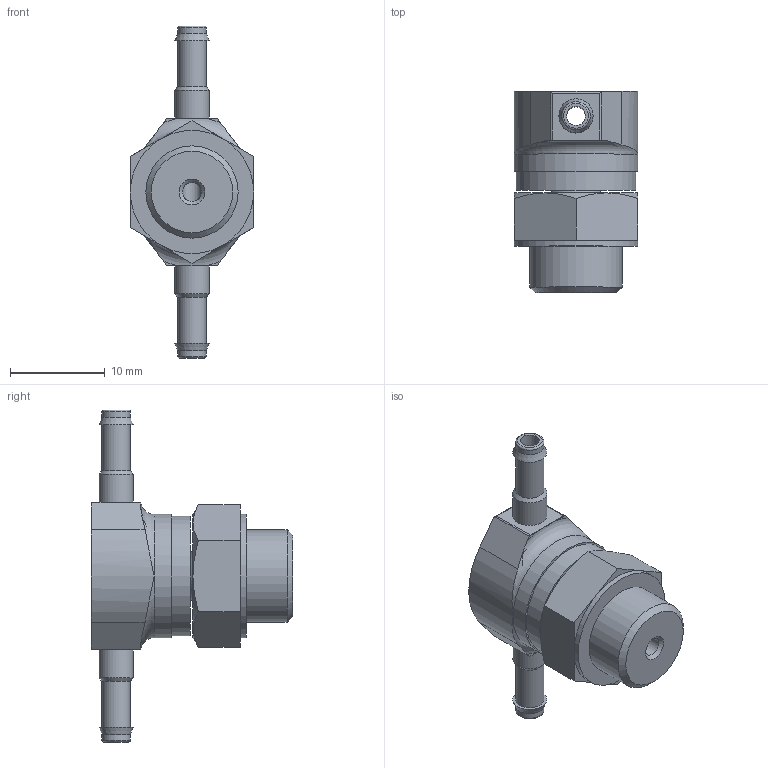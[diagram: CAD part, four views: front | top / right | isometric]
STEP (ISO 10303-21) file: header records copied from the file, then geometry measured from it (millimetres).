
FILE_DESCRIPTION(/* description */ ('STEP AP214'),/* implementation_level */ '2;1');
FILE_NAME(/* name */ '11961_TCN-1_8-PK-3',/* time_stamp */ '2024-09-15T15:30:47+02:00',/* author */ ('License CC BY-ND 4.0'),/* organization */ ('CADENAS'),/* preprocessor_version */ 'ST-DEVELOPER v19.3',/* originating_system */ 'PARTsolutions',/* authorisation */ ' ');
FILE_SCHEMA (('AUTOMOTIVE_DESIGN {1 0 10303 214 3 1 1}'));
Length unit declared in the file: millimetre
Products named in the file (1): 11961 TCN-1/8-PK-3
Bounding box: 13 x 21.2 x 35 mm (x, y, z)
Volume: 2683.6 mm3; surface area: 1910.9 mm2
Topology: 1 solids, 1 shells, 71 faces, 162 edges, 100 vertices
Faces by surface type: plane 32, cylinder 22, cone 12, torus 5
Full cylindrical faces by diameter (mm): 2 x2, 3 x4, 3.6 x2, 9.728 x1, 12.6 x1, 13 x2
Entity records: 1916 total; most frequent: CARTESIAN_POINT 374, DIRECTION 326, ORIENTED_EDGE 274, AXIS2_PLACEMENT_3D 139, EDGE_CURVE 137, EDGE_LOOP 104, FACE_BOUND 104, VERTEX_POINT 97
